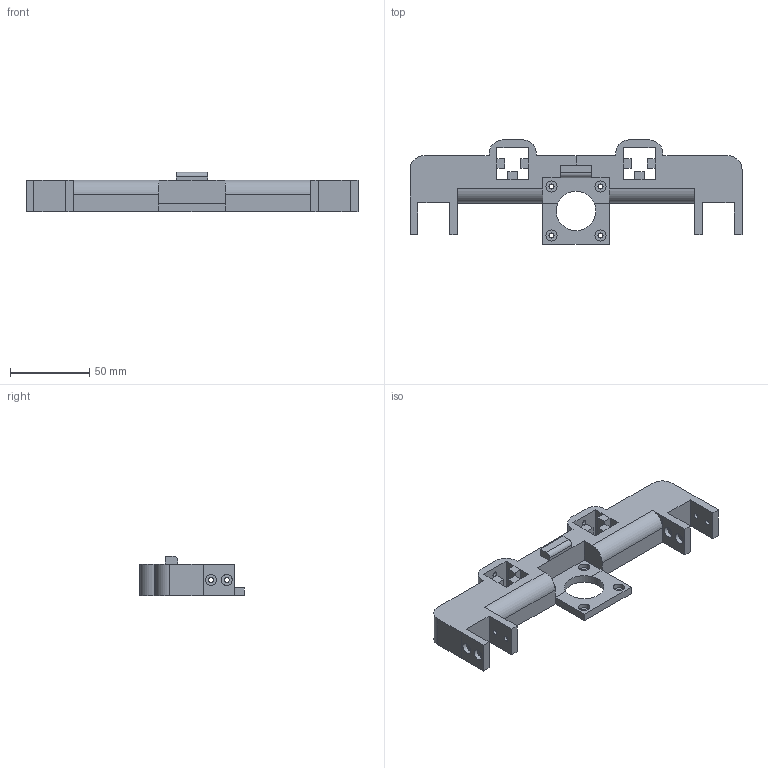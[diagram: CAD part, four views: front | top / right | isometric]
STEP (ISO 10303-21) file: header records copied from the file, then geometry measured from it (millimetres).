
FILE_DESCRIPTION(('FreeCAD Model'),'2;1');
FILE_NAME('Open CASCADE Shape Model','2023-07-05T02:16:25',('Author'),( ''),'Open CASCADE STEP processor 7.6','FreeCAD','Unknown');
FILE_SCHEMA(('AUTOMOTIVE_DESIGN { 1 0 10303 214 1 1 1 1 }'));
Length unit declared in the file: millimetre
Products named in the file (1): back_bottom
Bounding box: 210 x 66 x 25 mm (x, y, z)
Volume: 120582.4 mm3; surface area: 33951.6 mm2
Topology: 1 solids, 1 shells, 149 faces, 366 edges, 233 vertices
Faces by surface type: plane 107, cylinder 42
Full cylindrical faces by diameter (mm): 3.2 x16, 7 x16, 25 x1
Entity records: 9318 total; most frequent: CARTESIAN_POINT 1715, DIRECTION 1448, LINE 920, VECTOR 920, ORIENTED_EDGE 732, PCURVE 732, DEFINITIONAL_REPRESENTATION 732, EDGE_CURVE 366
